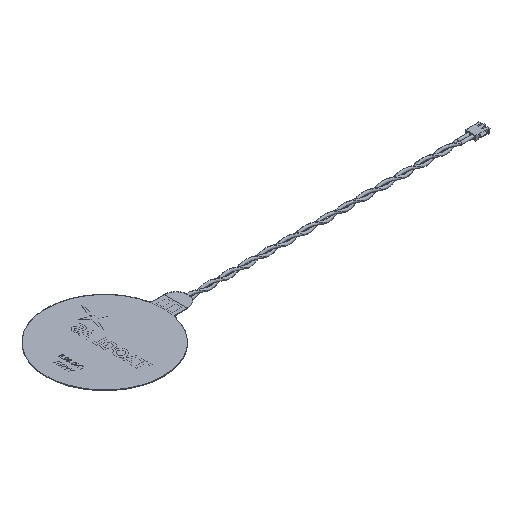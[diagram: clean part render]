
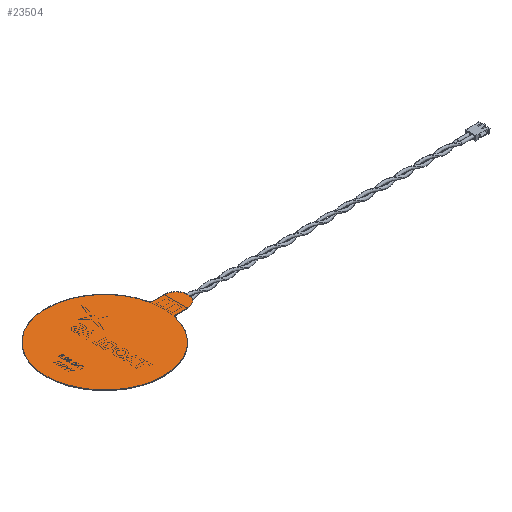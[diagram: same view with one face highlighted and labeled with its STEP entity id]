
A CAD part, isometric view. The second image highlights one B-rep face of the part: STEP entity #23504.
In plain terms, the highlighted planar face has unit normal (0, 0, 1).
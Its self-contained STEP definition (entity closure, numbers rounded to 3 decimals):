
#440 = AXIS2_PLACEMENT_3D ( 'NONE', #14428, #15047, #4823 ) ;
#713 = DIRECTION ( 'NONE',  ( 0., 0., 1. ) ) ;
#2524 = AXIS2_PLACEMENT_3D ( 'NONE', #24327, #17505, #27137 ) ;
#3194 = ORIENTED_EDGE ( 'NONE', *, *, #30041, .F. ) ;
#4823 = DIRECTION ( 'NONE',  ( -1., 0.002, 0. ) ) ;
#6249 = VECTOR ( 'NONE', #14245, 1000. ) ;
#6561 = VERTEX_POINT ( 'NONE', #30827 ) ;
#11038 = AXIS2_PLACEMENT_3D ( 'NONE', #30180, #713, #23751 ) ;
#11265 = PLANE ( 'NONE',  #2524 ) ;
#11481 = DIRECTION ( 'NONE',  ( 1., -0.002, 0. ) ) ;
#12476 = CARTESIAN_POINT ( 'NONE',  ( 65.116, 50., 0.15 ) ) ;
#12615 = ORIENTED_EDGE ( 'NONE', *, *, #19704, .F. ) ;
#13461 = VERTEX_POINT ( 'NONE', #22654 ) ;
#13862 = FACE_OUTER_BOUND ( 'NONE', #40483, .T. ) ;
#14245 = DIRECTION ( 'NONE',  ( -1., 0.002, 0. ) ) ;
#14428 = CARTESIAN_POINT ( 'NONE',  ( 50.024, 53.036, 0.15 ) ) ;
#15047 = DIRECTION ( 'NONE',  ( 0., 0., -1. ) ) ;
#15159 = VERTEX_POINT ( 'NONE', #12476 ) ;
#15768 = DIRECTION ( 'NONE',  ( 0., 0., 1. ) ) ;
#16822 = ORIENTED_EDGE ( 'NONE', *, *, #29409, .F. ) ;
#17505 = DIRECTION ( 'NONE',  ( 0., 0., -1. ) ) ;
#18124 = LINE ( 'NONE', #27762, #23955 ) ;
#18565 = CIRCLE ( 'NONE', #11038, 0.5 ) ;
#18972 = VERTEX_POINT ( 'NONE', #36448 ) ;
#19704 = EDGE_CURVE ( 'NONE', #13461, #15159, #40314, .T. ) ;
#19874 = AXIS2_PLACEMENT_3D ( 'NONE', #36172, #36593, #39607 ) ;
#20266 = EDGE_CURVE ( 'NONE', #13461, #34848, #38253, .T. ) ;
#21936 = ORIENTED_EDGE ( 'NONE', *, *, #20266, .T. ) ;
#22238 = CIRCLE ( 'NONE', #440, 15. ) ;
#22654 = CARTESIAN_POINT ( 'NONE',  ( 68.214, 49.992, 0.15 ) ) ;
#23504 = ADVANCED_FACE ( 'NONE', ( #13862 ), #11265, .F. ) ;
#23751 = DIRECTION ( 'NONE',  ( -1., 0.002, 0. ) ) ;
#23955 = VECTOR ( 'NONE', #11481, 1000. ) ;
#24327 = CARTESIAN_POINT ( 'NONE',  ( 65.115, 49.5, 0.15 ) ) ;
#27137 = DIRECTION ( 'NONE',  ( -1., 0.002, 0. ) ) ;
#27304 = CARTESIAN_POINT ( 'NONE',  ( 68.214, 49.992, 0.15 ) ) ;
#27644 = EDGE_CURVE ( 'NONE', #41256, #18972, #42272, .T. ) ;
#27762 = CARTESIAN_POINT ( 'NONE',  ( 65.131, 56., 0.15 ) ) ;
#28816 = DIRECTION ( 'NONE',  ( -1., 0.002, 0. ) ) ;
#29045 = CARTESIAN_POINT ( 'NONE',  ( 65.132, 56.5, 0.15 ) ) ;
#29409 = EDGE_CURVE ( 'NONE', #18972, #34848, #18124, .T. ) ;
#30041 = EDGE_CURVE ( 'NONE', #15159, #6561, #18565, .T. ) ;
#30043 = ORIENTED_EDGE ( 'NONE', *, *, #27644, .F. ) ;
#30180 = CARTESIAN_POINT ( 'NONE',  ( 65.115, 49.5, 0.15 ) ) ;
#30827 = CARTESIAN_POINT ( 'NONE',  ( 64.628, 49.614, 0.15 ) ) ;
#31371 = AXIS2_PLACEMENT_3D ( 'NONE', #29045, #15768, #28816 ) ;
#34848 = VERTEX_POINT ( 'NONE', #37571 ) ;
#36172 = CARTESIAN_POINT ( 'NONE',  ( 68.221, 52.992, 0.15 ) ) ;
#36308 = CARTESIAN_POINT ( 'NONE',  ( 64.645, 56.388, 0.15 ) ) ;
#36448 = CARTESIAN_POINT ( 'NONE',  ( 65.131, 56., 0.15 ) ) ;
#36593 = DIRECTION ( 'NONE',  ( 0., 0., 1. ) ) ;
#37571 = CARTESIAN_POINT ( 'NONE',  ( 68.228, 55.992, 0.15 ) ) ;
#38038 = EDGE_CURVE ( 'NONE', #6561, #41256, #22238, .T. ) ;
#38253 = CIRCLE ( 'NONE', #19874, 3. ) ;
#39607 = DIRECTION ( 'NONE',  ( -1., 0.002, 0. ) ) ;
#40287 = ORIENTED_EDGE ( 'NONE', *, *, #38038, .F. ) ;
#40314 = LINE ( 'NONE', #27304, #6249 ) ;
#40483 = EDGE_LOOP ( 'NONE', ( #3194, #12615, #21936, #16822, #30043, #40287 ) ) ;
#41256 = VERTEX_POINT ( 'NONE', #36308 ) ;
#42272 = CIRCLE ( 'NONE', #31371, 0.5 ) ;
